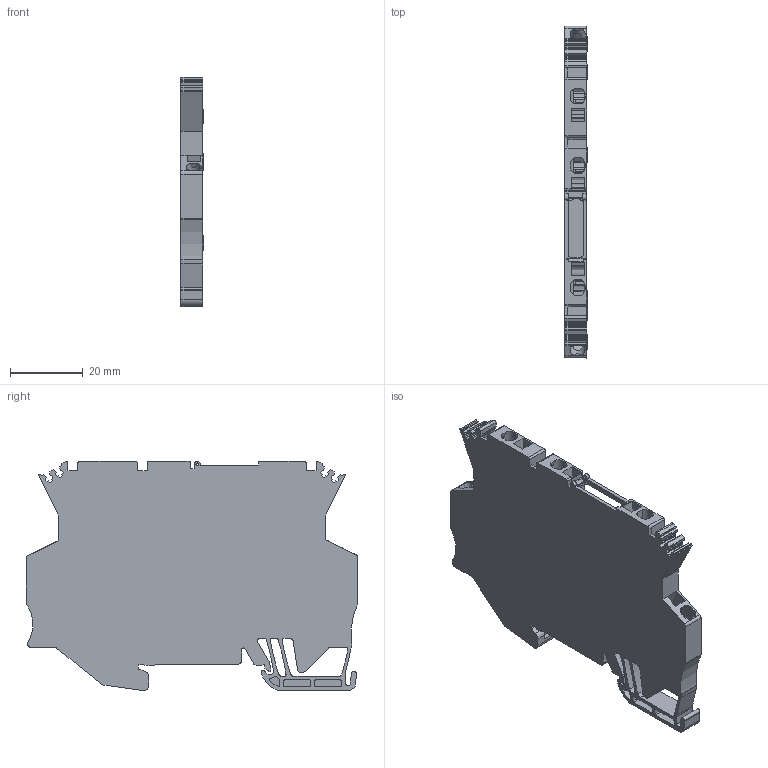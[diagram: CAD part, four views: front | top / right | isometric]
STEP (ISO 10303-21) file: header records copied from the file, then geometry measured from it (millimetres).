
FILE_DESCRIPTION(('CATIA V5 STEP Exchange','CAx-IF Rec.Pracs.--- Model Styling and Organization---1.4--- 2014-01-23'),'2;1');
FILE_NAME ('D1378797_3_2463200000_S3D_GH_MCZUE1-5_UE_BL.stp','2019-06-28T05:36:53+00:00',('none'),('Weidmueller'),'CATIA Version 5-6 Release 2016 SP3 HF44','CATIA V5 STEP AP214','none');
FILE_SCHEMA(('AUTOMOTIVE_DESIGN { 1 0 10303 214 1 1 1 1 }'));
Length unit declared in the file: millimetre
Products named in the file (1): 2463200000
Bounding box: 6.1 x 91 x 62.8 mm (x, y, z)
Volume: 13120.2 mm3; surface area: 17044.9 mm2
Topology: 1 solids, 1 shells, 933 faces, 2927 edges, 2007 vertices
Faces by surface type: plane 570, cylinder 312, extrusion 51
Entity records: 33586 total; most frequent: CARTESIAN_POINT 7571, ORIENTED_EDGE 5854, DIRECTION 4174, EDGE_CURVE 2927, VECTOR 2057, VERTEX_POINT 2007, LINE 2006, AXIS2_PLACEMENT_3D 1392
